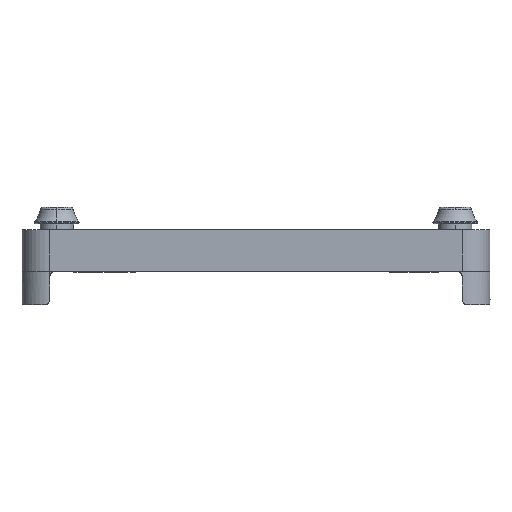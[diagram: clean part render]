
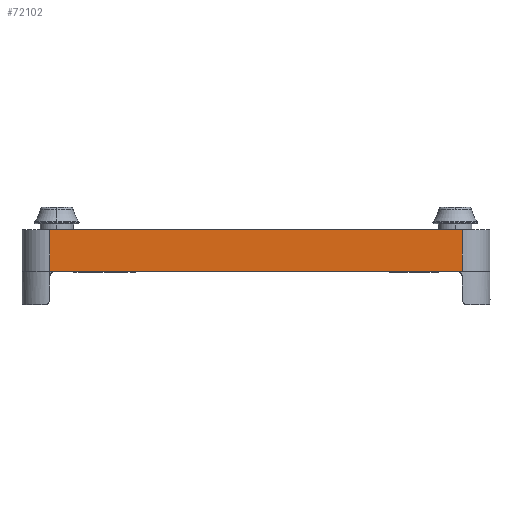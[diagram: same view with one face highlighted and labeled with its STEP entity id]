
A CAD part, left-side view. The second image highlights one B-rep face of the part: STEP entity #72102.
In plain terms, the highlighted planar face has unit normal (-1, 0, 0).
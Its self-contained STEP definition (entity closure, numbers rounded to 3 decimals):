
#1158=CARTESIAN_POINT('',(-42.0,36.968,-2.0));
#1159=VERTEX_POINT('',#1158);
#4591=CARTESIAN_POINT('',(-42.0,-36.968,-2.0));
#4592=VERTEX_POINT('',#4591);
#4600=CARTESIAN_POINT('',(-42.0,-36.968,-2.0));
#4601=DIRECTION('',(0.0,1.0,0.0));
#4602=VECTOR('',#4601,73.937);
#4603=LINE('',#4600,#4602);
#4604=EDGE_CURVE('',#4592,#1159,#4603,.T.);
#70239=CARTESIAN_POINT('',(-42.0,-37.0,-2.0));
#70240=VERTEX_POINT('',#70239);
#70248=CARTESIAN_POINT('',(-42.0,-37.0,-2.0));
#70249=DIRECTION('',(0.0,1.0,0.0));
#70250=VECTOR('',#70249,0.032);
#70251=LINE('',#70248,#70250);
#70252=EDGE_CURVE('',#70240,#4592,#70251,.T.);
#70633=CARTESIAN_POINT('',(-42.0,37.,-2.0));
#70634=VERTEX_POINT('',#70633);
#70652=CARTESIAN_POINT('',(-42.0,36.968,-2.0));
#70653=DIRECTION('',(0.0,1.0,0.0));
#70654=VECTOR('',#70653,0.032);
#70655=LINE('',#70652,#70654);
#70656=EDGE_CURVE('',#1159,#70634,#70655,.T.);
#72070=CARTESIAN_POINT('',(-42.0,-37.0,-2.0));
#72071=DIRECTION('',(-1.0,0.0,0.0));
#72072=DIRECTION('',(0.0,0.0,1.0));
#72073=AXIS2_PLACEMENT_3D('',#72070,#72071,#72072);
#72074=PLANE('',#72073);
#72075=CARTESIAN_POINT('',(-42.0,-37.0,5.5));
#72076=VERTEX_POINT('',#72075);
#72077=CARTESIAN_POINT('',(-42.0,-37.0,-2.0));
#72078=DIRECTION('',(0.0,0.0,1.0));
#72079=VECTOR('',#72078,7.5);
#72080=LINE('',#72077,#72079);
#72081=EDGE_CURVE('',#70240,#72076,#72080,.T.);
#72082=ORIENTED_EDGE('',*,*,#72081,.T.);
#72083=CARTESIAN_POINT('',(-42.0,37.,5.5));
#72084=VERTEX_POINT('',#72083);
#72085=CARTESIAN_POINT('',(-42.0,-37.0,5.5));
#72086=DIRECTION('',(0.0,1.0,0.0));
#72087=VECTOR('',#72086,74.0);
#72088=LINE('',#72085,#72087);
#72089=EDGE_CURVE('',#72076,#72084,#72088,.T.);
#72090=ORIENTED_EDGE('',*,*,#72089,.T.);
#72091=CARTESIAN_POINT('',(-42.0,37.,-2.0));
#72092=DIRECTION('',(0.0,0.0,1.0));
#72093=VECTOR('',#72092,7.5);
#72094=LINE('',#72091,#72093);
#72095=EDGE_CURVE('',#70634,#72084,#72094,.T.);
#72096=ORIENTED_EDGE('',*,*,#72095,.F.);
#72097=ORIENTED_EDGE('',*,*,#70656,.F.);
#72098=ORIENTED_EDGE('',*,*,#4604,.F.);
#72099=ORIENTED_EDGE('',*,*,#70252,.F.);
#72100=EDGE_LOOP('',(#72082,#72090,#72096,#72097,#72098,#72099));
#72101=FACE_OUTER_BOUND('',#72100,.T.);
#72102=ADVANCED_FACE('',(#72101),#72074,.T.);
